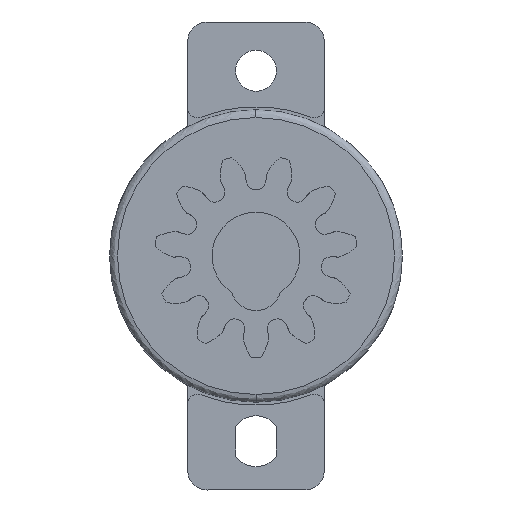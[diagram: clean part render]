
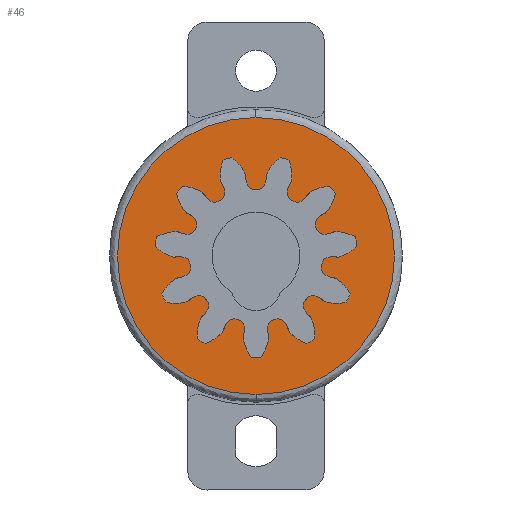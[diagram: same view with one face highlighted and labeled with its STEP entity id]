
A CAD part, front view. The second image highlights one B-rep face of the part: STEP entity #46.
In plain terms, the highlighted planar face has unit normal (0, -1, 0).
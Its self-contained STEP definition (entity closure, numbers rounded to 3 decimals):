
#46=ADVANCED_FACE('',(#748,#749),#747,.F.);
#747=PLANE('',#7168);
#748=FACE_OUTER_BOUND('',#7169,.T.);
#749=FACE_BOUND('',#7170,.T.);
#7165=CARTESIAN_POINT('',(-14.757,-3.4,-9.23));
#7166=DIRECTION('',(0.,1.,0.));
#7167=DIRECTION('',(0.,0.,1.));
#7168=AXIS2_PLACEMENT_3D('',#7165,#7166,#7167);
#7169=EDGE_LOOP('',(#10501,#10502));
#7170=EDGE_LOOP('',(#10503,#10504));
#10501=ORIENTED_EDGE('',*,*,#14314,.T.);
#10502=ORIENTED_EDGE('',*,*,#14315,.T.);
#10503=ORIENTED_EDGE('',*,*,#14316,.F.);
#10504=ORIENTED_EDGE('',*,*,#14317,.F.);
#14314=EDGE_CURVE('',#16459,#16460,#16461,.T.);
#14315=EDGE_CURVE('',#16460,#16459,#16467,.T.);
#14316=EDGE_CURVE('',#16473,#16474,#16475,.T.);
#14317=EDGE_CURVE('',#16474,#16473,#16481,.T.);
#16459=VERTEX_POINT('',#29083);
#16460=VERTEX_POINT('',#29084);
#16461=CIRCLE('',#29088,7.1);
#16467=CIRCLE('',#29092,7.1);
#16473=VERTEX_POINT('',#29093);
#16474=VERTEX_POINT('',#29094);
#16475=CIRCLE('',#29098,3.107);
#16481=CIRCLE('',#29102,3.107);
#29083=CARTESIAN_POINT('',(0.,-3.4,-7.1));
#29084=CARTESIAN_POINT('',(0.,-3.4,7.1));
#29085=CARTESIAN_POINT('',(0.,-3.4,0.));
#29086=DIRECTION('',(0.,-1.,0.));
#29087=DIRECTION('',(0.,0.,-1.));
#29088=AXIS2_PLACEMENT_3D('',#29085,#29086,#29087);
#29089=CARTESIAN_POINT('',(0.,-3.4,0.));
#29090=DIRECTION('',(0.,-1.,0.));
#29091=DIRECTION('',(0.,0.,-1.));
#29092=AXIS2_PLACEMENT_3D('',#29089,#29090,#29091);
#29093=CARTESIAN_POINT('',(0.,-3.4,3.107));
#29094=CARTESIAN_POINT('',(0.,-3.4,-3.107));
#29095=CARTESIAN_POINT('',(0.,-3.4,0.));
#29096=DIRECTION('',(0.,-1.,0.));
#29097=DIRECTION('',(0.,0.,-1.));
#29098=AXIS2_PLACEMENT_3D('',#29095,#29096,#29097);
#29099=CARTESIAN_POINT('',(0.,-3.4,0.));
#29100=DIRECTION('',(0.,-1.,0.));
#29101=DIRECTION('',(0.,0.,-1.));
#29102=AXIS2_PLACEMENT_3D('',#29099,#29100,#29101);
